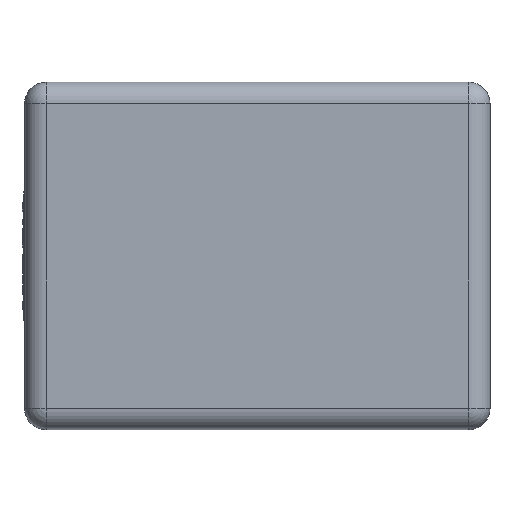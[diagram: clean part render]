
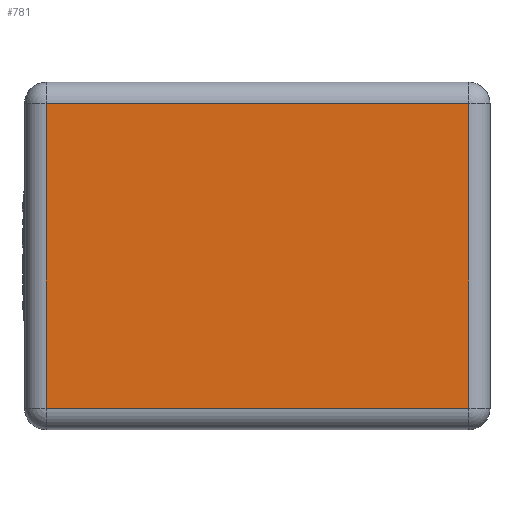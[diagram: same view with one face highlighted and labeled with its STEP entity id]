
A CAD part, top view. The second image highlights one B-rep face of the part: STEP entity #781.
In plain terms, the highlighted planar face has unit normal (0, 0, 1).
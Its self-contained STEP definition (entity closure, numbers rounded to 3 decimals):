
#781=ADVANCED_FACE('',(#1139),#903,.T.);
#903=PLANE('',#4521);
#1139=FACE_OUTER_BOUND('',#1428,.T.);
#1428=EDGE_LOOP('',(#2691,#2692,#2693,#2694));
#2691=ORIENTED_EDGE('',*,*,#3672,.T.);
#2692=ORIENTED_EDGE('',*,*,#3673,.T.);
#2693=ORIENTED_EDGE('',*,*,#3674,.T.);
#2694=ORIENTED_EDGE('',*,*,#3675,.T.);
#3093=VERTEX_POINT('',#11554);
#3094=VERTEX_POINT('',#11555);
#3095=VERTEX_POINT('',#11557);
#3096=VERTEX_POINT('',#11559);
#3672=EDGE_CURVE('',#3093,#3094,#3917,.T.);
#3673=EDGE_CURVE('',#3094,#3095,#3918,.T.);
#3674=EDGE_CURVE('',#3095,#3096,#3919,.T.);
#3675=EDGE_CURVE('',#3096,#3093,#3920,.T.);
#3917=LINE('',#11553,#4182);
#3918=LINE('',#11556,#4183);
#3919=LINE('',#11558,#4184);
#3920=LINE('',#11560,#4185);
#4182=VECTOR('',#5470,1.);
#4183=VECTOR('',#5471,1.);
#4184=VECTOR('',#5472,1.);
#4185=VECTOR('',#5473,1.);
#4521=AXIS2_PLACEMENT_3D('',#11561,#5474,#5475);
#5470=DIRECTION('',(0.,1.,0.));
#5471=DIRECTION('',(-1.,0.,0.));
#5472=DIRECTION('',(0.,-1.,0.));
#5473=DIRECTION('',(1.,0.,0.));
#5474=DIRECTION('',(0.,0.,1.));
#5475=DIRECTION('',(-1.,0.,0.));
#11553=CARTESIAN_POINT('',(26.,28.5,6.));
#11554=CARTESIAN_POINT('',(26.,-28.5,6.));
#11555=CARTESIAN_POINT('',(26.,28.5,6.));
#11556=CARTESIAN_POINT('',(-53.,28.5,6.));
#11557=CARTESIAN_POINT('',(-53.,28.5,6.));
#11558=CARTESIAN_POINT('',(-53.,-28.5,6.));
#11559=CARTESIAN_POINT('',(-53.,-28.5,6.));
#11560=CARTESIAN_POINT('',(26.,-28.5,6.));
#11561=CARTESIAN_POINT('',(26.,-28.5,6.));
